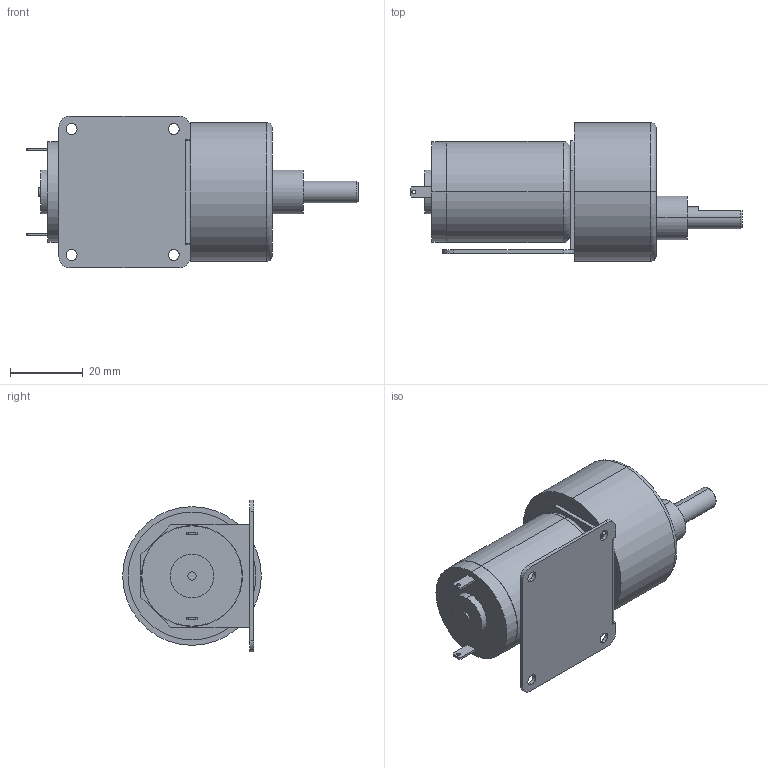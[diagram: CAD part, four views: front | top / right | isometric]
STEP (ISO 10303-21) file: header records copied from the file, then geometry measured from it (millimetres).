
FILE_DESCRIPTION (( 'STEP AP214' ), '1' );
FILE_NAME ('User Library-motoreducteur-MFA-950D111.STEP', '2019-11-13T10:32:04', ( '' ), ( '' ), 'SwSTEP 2.0', 'SolidWorks 2019', '' );
FILE_SCHEMA (( 'AUTOMOTIVE_DESIGN' ));
Length unit declared in the file: millimetre
Products named in the file (6): arbre; reducteur; capuchon; User Library-motoreducteur-MFA-950D111; moteur; plaque-support
Assembly tree (5 placements, depth 2):
  User Library-motoreducteur-MFA-950D111
    plaque-support
    moteur
    reducteur
    capuchon
    arbre
Bounding box: 91 x 38 x 41.6 mm (x, y, z)
Volume: 50706.4 mm3; surface area: 22208.6 mm2
Topology: 5 solids, 5 shells, 106 faces, 245 edges, 160 vertices
Faces by surface type: plane 51, cylinder 48, torus 4, cone 3
Entity records: 3732 total; most frequent: DIRECTION 580, CARTESIAN_POINT 525, ORIENTED_EDGE 490, EDGE_CURVE 245, AXIS2_PLACEMENT_3D 223, VERTEX_POINT 160, LINE 134, VECTOR 134
